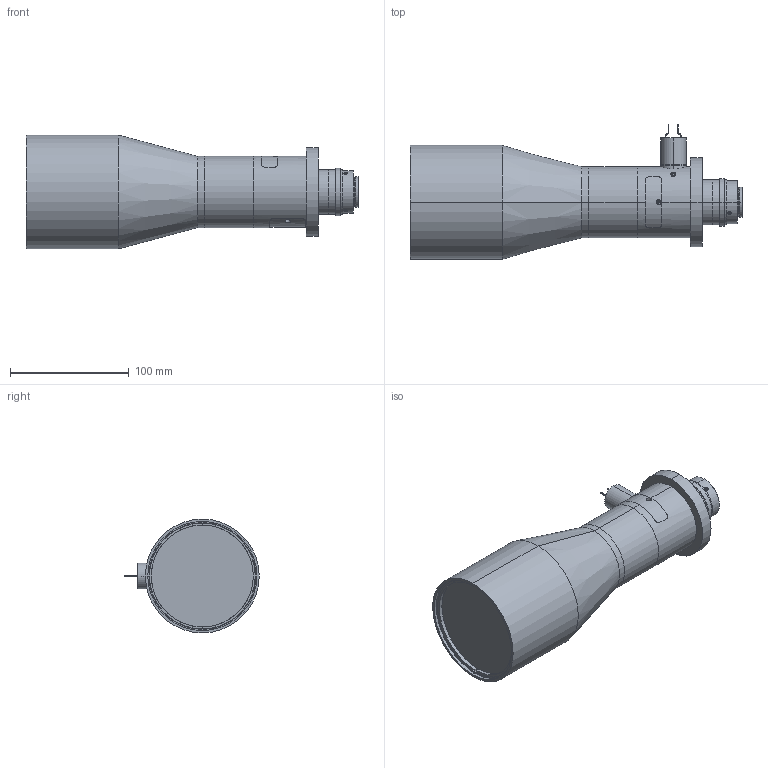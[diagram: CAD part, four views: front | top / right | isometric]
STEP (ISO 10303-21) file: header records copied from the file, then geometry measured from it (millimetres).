
FILE_DESCRIPTION (( 'STEP AP203' ), '1' );
FILE_NAME ('S5LPL6014_LED_02.STEP', '2022-03-03T08:26:52', ( '' ), ( '' ), 'SwSTEP 2.0', 'SolidWorks 2021', '' );
FILE_SCHEMA (( 'CONFIG_CONTROL_DESIGN' ));
Length unit declared in the file: millimetre
Products named in the file (40): 438506; 518004; 438511; S0DIF1363; S5FIL0201; 113003; DIN 912 M2 x 4 --- 4N_DIN 912 M2 x 4 --- 4N; S5LPX6040_065; Anschlußkabel 300 mm^134301; O-Ring 15x1; S5LED0011; 438501; 134319; S5ELE1365; 518002; 134330; 134301; 438507; S9FIL9025; S5LAO2916; DIN 913 - M3 x 2-N_DIN 913 - M3 x 2-N; DIN 914 - M3 x 4-N_DIN 914 - M3 x 4-N; DIN 912 M2 x 10 --- 10N_DIN 912 M2 x 10 --- 10N; S0SET9125; 134316; 134317; 518003; 438510; 097108; 95522; 134318; 291103; S5LAO6040_065; S5LPL6014_LED_02; S5LMN2916; 291105; 163401; 239407; 053710; 518001
Assembly tree (43 placements, depth 4):
  S5LPL6014_LED_02
    S5LAO6040_065
      S5LPX6040_065
    291103
    438501
      S5LAO2916
        S5LMN2916
      438506
      438507
      438510
      438511
      95522
      DIN 913 - M3 x 2-N_DIN 913 - M3 x 2-N  x3
    291105
    239407
    113003
    097108
    163401
      134301
        134317
        134319
        134330
        S5ELE1365
        S5LED0011
        Anschlußkabel 300 mm^134301  x2
      134316
      134318
      053710
      S5FIL0201
      S0DIF1363
    518001
      S0SET9125
        S9FIL9025
      518002
      518003
      518004
      O-Ring 15x1
      DIN 912 M2 x 10 --- 10N_DIN 912 M2 x 10 --- 10N
      DIN 912 M2 x 4 --- 4N_DIN 912 M2 x 4 --- 4N  x2
      DIN 914 - M3 x 4-N_DIN 914 - M3 x 4-N
Bounding box: 279.92 x 113.43 x 96 mm (x, y, z)
Volume: 458223.2 mm3; surface area: 193400.5 mm2
Topology: 36 solids, 36 shells, 828 faces, 1887 edges, 1167 vertices
Faces by surface type: cylinder 319, plane 290, cone 124, torus 88, sphere 7
Entity records: 27006 total; most frequent: CARTESIAN_POINT 4764, DIRECTION 4152, ORIENTED_EDGE 3446, EDGE_CURVE 1723, AXIS2_PLACEMENT_3D 1699, VERTEX_POINT 1073, CIRCLE 887, EDGE_LOOP 870
